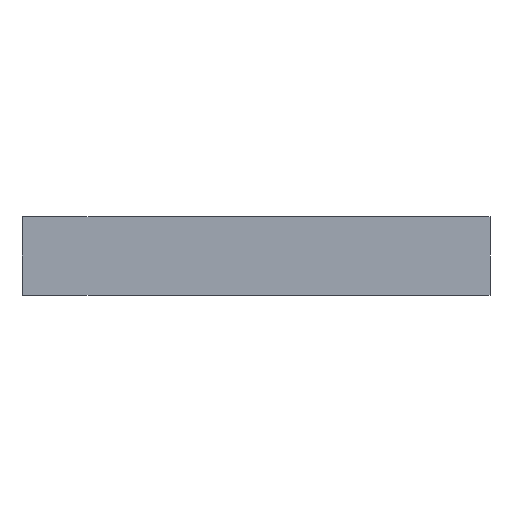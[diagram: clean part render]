
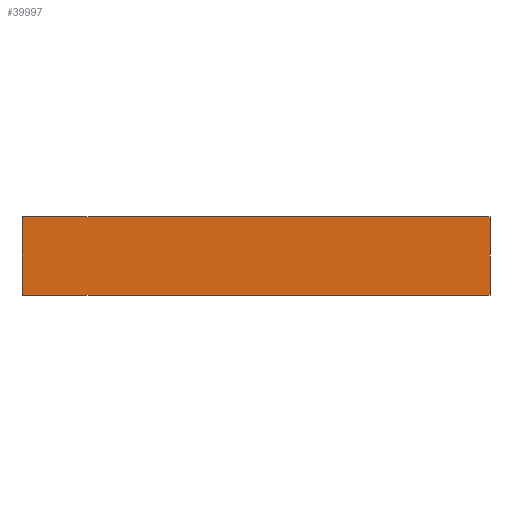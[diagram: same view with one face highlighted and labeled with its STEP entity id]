
A CAD part, front view. The second image highlights one B-rep face of the part: STEP entity #39997.
In plain terms, the highlighted planar face has unit normal (0, -1, 0).
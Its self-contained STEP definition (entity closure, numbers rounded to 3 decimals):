
#36813 = PLANE('',#36814);
#36814 = AXIS2_PLACEMENT_3D('',#36815,#36816,#36817);
#36815 = CARTESIAN_POINT('',(0.,0.,1.6)
  );
#36816 = DIRECTION('',(0.,0.,1.));
#36817 = DIRECTION('',(0.,1.,0.));
#36843 = PLANE('',#36844);
#36844 = AXIS2_PLACEMENT_3D('',#36845,#36846,#36847);
#36845 = CARTESIAN_POINT('',(0.,0.,-1.6
    ));
#36846 = DIRECTION('',(0.,0.,-1.));
#36847 = DIRECTION('',(-1.,0.,0.));
#38523 = EDGE_CURVE('',#38524,#38526,#38528,.T.);
#38524 = VERTEX_POINT('',#38525);
#38525 = CARTESIAN_POINT('',(9.5,-82.5,1.6));
#38526 = VERTEX_POINT('',#38527);
#38527 = CARTESIAN_POINT('',(-9.5,-82.5,1.6));
#38528 = SURFACE_CURVE('',#38529,(#38533,#38540),.PCURVE_S1.);
#38529 = LINE('',#38530,#38531);
#38530 = CARTESIAN_POINT('',(9.5,-82.5,1.6));
#38531 = VECTOR('',#38532,1.);
#38532 = DIRECTION('',(-1.,0.,0.));
#38533 = PCURVE('',#36813,#38534);
#38534 = DEFINITIONAL_REPRESENTATION('',(#38535),#38539);
#38535 = LINE('',#38536,#38537);
#38536 = CARTESIAN_POINT('',(-82.5,-9.5));
#38537 = VECTOR('',#38538,1.);
#38538 = DIRECTION('',(0.,1.));
#38539 = ( GEOMETRIC_REPRESENTATION_CONTEXT(2) 
PARAMETRIC_REPRESENTATION_CONTEXT() REPRESENTATION_CONTEXT('2D SPACE',''
  ) );
#38540 = PCURVE('',#38541,#38546);
#38541 = PLANE('',#38542);
#38542 = AXIS2_PLACEMENT_3D('',#38543,#38544,#38545);
#38543 = CARTESIAN_POINT('',(0.,-82.5,0.));
#38544 = DIRECTION('',(0.,-1.,0.));
#38545 = DIRECTION('',(0.,0.,-1.));
#38546 = DEFINITIONAL_REPRESENTATION('',(#38547),#38551);
#38547 = LINE('',#38548,#38549);
#38548 = CARTESIAN_POINT('',(-1.6,9.5));
#38549 = VECTOR('',#38550,1.);
#38550 = DIRECTION('',(0.,-1.));
#38551 = ( GEOMETRIC_REPRESENTATION_CONTEXT(2) 
PARAMETRIC_REPRESENTATION_CONTEXT() REPRESENTATION_CONTEXT('2D SPACE',''
  ) );
#38569 = PLANE('',#38570);
#38570 = AXIS2_PLACEMENT_3D('',#38571,#38572,#38573);
#38571 = CARTESIAN_POINT('',(9.5,-70.,0.));
#38572 = DIRECTION('',(1.,0.,0.));
#38573 = DIRECTION('',(0.,0.,1.));
#38893 = PLANE('',#38894);
#38894 = AXIS2_PLACEMENT_3D('',#38895,#38896,#38897);
#38895 = CARTESIAN_POINT('',(-9.5,-70.,0.));
#38896 = DIRECTION('',(-1.,0.,0.));
#38897 = DIRECTION('',(0.,0.,-1.));
#38957 = EDGE_CURVE('',#38958,#38960,#38962,.T.);
#38958 = VERTEX_POINT('',#38959);
#38959 = CARTESIAN_POINT('',(-9.5,-82.5,-1.6));
#38960 = VERTEX_POINT('',#38961);
#38961 = CARTESIAN_POINT('',(9.5,-82.5,-1.6));
#38962 = SURFACE_CURVE('',#38963,(#38967,#38974),.PCURVE_S1.);
#38963 = LINE('',#38964,#38965);
#38964 = CARTESIAN_POINT('',(-9.5,-82.5,-1.6));
#38965 = VECTOR('',#38966,1.);
#38966 = DIRECTION('',(1.,-0.,0.));
#38967 = PCURVE('',#36843,#38968);
#38968 = DEFINITIONAL_REPRESENTATION('',(#38969),#38973);
#38969 = LINE('',#38970,#38971);
#38970 = CARTESIAN_POINT('',(9.5,-82.5));
#38971 = VECTOR('',#38972,1.);
#38972 = DIRECTION('',(-1.,0.));
#38973 = ( GEOMETRIC_REPRESENTATION_CONTEXT(2) 
PARAMETRIC_REPRESENTATION_CONTEXT() REPRESENTATION_CONTEXT('2D SPACE',''
  ) );
#38974 = PCURVE('',#38541,#38975);
#38975 = DEFINITIONAL_REPRESENTATION('',(#38976),#38980);
#38976 = LINE('',#38977,#38978);
#38977 = CARTESIAN_POINT('',(1.6,-9.5));
#38978 = VECTOR('',#38979,1.);
#38979 = DIRECTION('',(0.,1.));
#38980 = ( GEOMETRIC_REPRESENTATION_CONTEXT(2) 
PARAMETRIC_REPRESENTATION_CONTEXT() REPRESENTATION_CONTEXT('2D SPACE',''
  ) );
#39997 = ADVANCED_FACE('',(#39998),#38541,.T.);
#39998 = FACE_BOUND('',#39999,.T.);
#39999 = EDGE_LOOP('',(#40000,#40001,#40022,#40023));
#40000 = ORIENTED_EDGE('',*,*,#38957,.T.);
#40001 = ORIENTED_EDGE('',*,*,#40002,.F.);
#40002 = EDGE_CURVE('',#38524,#38960,#40003,.T.);
#40003 = SURFACE_CURVE('',#40004,(#40008,#40015),.PCURVE_S1.);
#40004 = LINE('',#40005,#40006);
#40005 = CARTESIAN_POINT('',(9.5,-82.5,1.6));
#40006 = VECTOR('',#40007,1.);
#40007 = DIRECTION('',(0.,0.,-1.));
#40008 = PCURVE('',#38541,#40009);
#40009 = DEFINITIONAL_REPRESENTATION('',(#40010),#40014);
#40010 = LINE('',#40011,#40012);
#40011 = CARTESIAN_POINT('',(-1.6,9.5));
#40012 = VECTOR('',#40013,1.);
#40013 = DIRECTION('',(1.,0.));
#40014 = ( GEOMETRIC_REPRESENTATION_CONTEXT(2) 
PARAMETRIC_REPRESENTATION_CONTEXT() REPRESENTATION_CONTEXT('2D SPACE',''
  ) );
#40015 = PCURVE('',#38569,#40016);
#40016 = DEFINITIONAL_REPRESENTATION('',(#40017),#40021);
#40017 = LINE('',#40018,#40019);
#40018 = CARTESIAN_POINT('',(1.6,12.5));
#40019 = VECTOR('',#40020,1.);
#40020 = DIRECTION('',(-1.,0.));
#40021 = ( GEOMETRIC_REPRESENTATION_CONTEXT(2) 
PARAMETRIC_REPRESENTATION_CONTEXT() REPRESENTATION_CONTEXT('2D SPACE',''
  ) );
#40022 = ORIENTED_EDGE('',*,*,#38523,.T.);
#40023 = ORIENTED_EDGE('',*,*,#40024,.T.);
#40024 = EDGE_CURVE('',#38526,#38958,#40025,.T.);
#40025 = SURFACE_CURVE('',#40026,(#40030,#40037),.PCURVE_S1.);
#40026 = LINE('',#40027,#40028);
#40027 = CARTESIAN_POINT('',(-9.5,-82.5,1.6));
#40028 = VECTOR('',#40029,1.);
#40029 = DIRECTION('',(0.,0.,-1.));
#40030 = PCURVE('',#38541,#40031);
#40031 = DEFINITIONAL_REPRESENTATION('',(#40032),#40036);
#40032 = LINE('',#40033,#40034);
#40033 = CARTESIAN_POINT('',(-1.6,-9.5));
#40034 = VECTOR('',#40035,1.);
#40035 = DIRECTION('',(1.,0.));
#40036 = ( GEOMETRIC_REPRESENTATION_CONTEXT(2) 
PARAMETRIC_REPRESENTATION_CONTEXT() REPRESENTATION_CONTEXT('2D SPACE',''
  ) );
#40037 = PCURVE('',#38893,#40038);
#40038 = DEFINITIONAL_REPRESENTATION('',(#40039),#40043);
#40039 = LINE('',#40040,#40041);
#40040 = CARTESIAN_POINT('',(-1.6,12.5));
#40041 = VECTOR('',#40042,1.);
#40042 = DIRECTION('',(1.,0.));
#40043 = ( GEOMETRIC_REPRESENTATION_CONTEXT(2) 
PARAMETRIC_REPRESENTATION_CONTEXT() REPRESENTATION_CONTEXT('2D SPACE',''
  ) );
